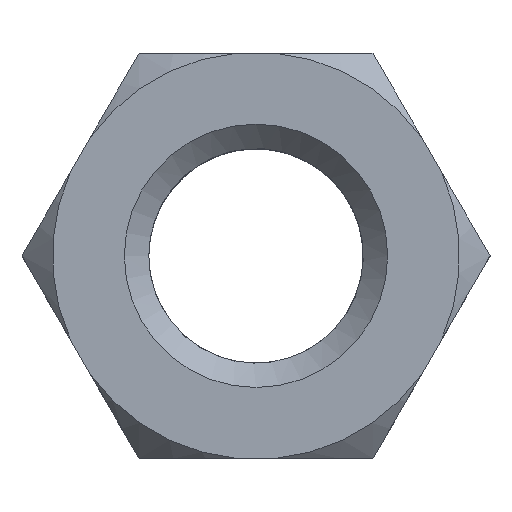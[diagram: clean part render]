
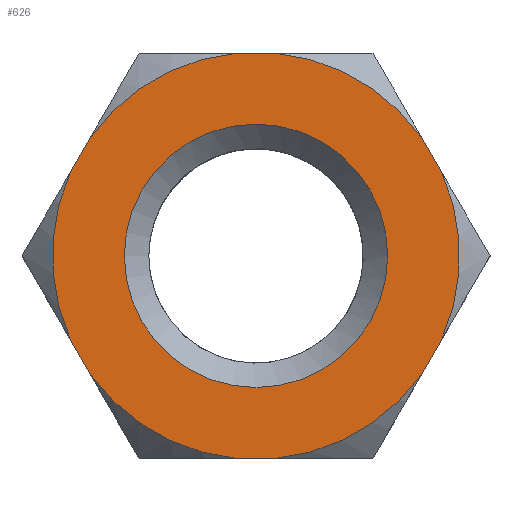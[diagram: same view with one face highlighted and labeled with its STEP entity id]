
A CAD part, top view. The second image highlights one B-rep face of the part: STEP entity #626.
In plain terms, the highlighted planar face has unit normal (0, 0, 1).
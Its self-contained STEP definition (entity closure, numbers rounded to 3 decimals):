
#44=FACE_BOUND('',#149,.T.);
#64=PLANE('',#691);
#85=CIRCLE('',#690,2.6);
#86=CIRCLE('',#692,4.019);
#87=CIRCLE('',#693,4.019);
#88=CIRCLE('',#694,4.019);
#89=CIRCLE('',#695,4.019);
#90=CIRCLE('',#696,4.019);
#91=CIRCLE('',#697,4.019);
#110=FACE_OUTER_BOUND('',#148,.T.);
#148=EDGE_LOOP('',(#500,#501,#502,#503,#504,#505,#506,#507,#508,#509,#510,
#511));
#149=EDGE_LOOP('',(#512));
#207=LINE('',#1800,#236);
#208=LINE('',#1804,#237);
#209=LINE('',#1808,#238);
#210=LINE('',#1812,#239);
#211=LINE('',#1816,#240);
#212=LINE('',#1820,#241);
#236=VECTOR('',#802,10.);
#237=VECTOR('',#805,10.);
#238=VECTOR('',#808,10.);
#239=VECTOR('',#811,10.);
#240=VECTOR('',#814,10.);
#241=VECTOR('',#817,10.);
#284=VERTEX_POINT('',#1794);
#285=VERTEX_POINT('',#1798);
#286=VERTEX_POINT('',#1799);
#287=VERTEX_POINT('',#1801);
#288=VERTEX_POINT('',#1803);
#289=VERTEX_POINT('',#1805);
#290=VERTEX_POINT('',#1807);
#291=VERTEX_POINT('',#1809);
#292=VERTEX_POINT('',#1811);
#293=VERTEX_POINT('',#1813);
#294=VERTEX_POINT('',#1815);
#295=VERTEX_POINT('',#1817);
#296=VERTEX_POINT('',#1819);
#361=EDGE_CURVE('',#284,#284,#85,.T.);
#363=EDGE_CURVE('',#285,#286,#207,.T.);
#364=EDGE_CURVE('',#287,#286,#86,.T.);
#365=EDGE_CURVE('',#287,#288,#208,.T.);
#366=EDGE_CURVE('',#289,#288,#87,.T.);
#367=EDGE_CURVE('',#289,#290,#209,.T.);
#368=EDGE_CURVE('',#291,#290,#88,.T.);
#369=EDGE_CURVE('',#291,#292,#210,.T.);
#370=EDGE_CURVE('',#293,#292,#89,.T.);
#371=EDGE_CURVE('',#293,#294,#211,.T.);
#372=EDGE_CURVE('',#295,#294,#90,.T.);
#373=EDGE_CURVE('',#295,#296,#212,.T.);
#374=EDGE_CURVE('',#285,#296,#91,.T.);
#500=ORIENTED_EDGE('',*,*,#363,.T.);
#501=ORIENTED_EDGE('',*,*,#364,.F.);
#502=ORIENTED_EDGE('',*,*,#365,.T.);
#503=ORIENTED_EDGE('',*,*,#366,.F.);
#504=ORIENTED_EDGE('',*,*,#367,.T.);
#505=ORIENTED_EDGE('',*,*,#368,.F.);
#506=ORIENTED_EDGE('',*,*,#369,.T.);
#507=ORIENTED_EDGE('',*,*,#370,.F.);
#508=ORIENTED_EDGE('',*,*,#371,.T.);
#509=ORIENTED_EDGE('',*,*,#372,.F.);
#510=ORIENTED_EDGE('',*,*,#373,.T.);
#511=ORIENTED_EDGE('',*,*,#374,.F.);
#512=ORIENTED_EDGE('',*,*,#361,.F.);
#626=ADVANCED_FACE('',(#110,#44),#64,.T.);
#690=AXIS2_PLACEMENT_3D('',#1795,#797,#798);
#691=AXIS2_PLACEMENT_3D('',#1797,#800,#801);
#692=AXIS2_PLACEMENT_3D('',#1802,#803,#804);
#693=AXIS2_PLACEMENT_3D('',#1806,#806,#807);
#694=AXIS2_PLACEMENT_3D('',#1810,#809,#810);
#695=AXIS2_PLACEMENT_3D('',#1814,#812,#813);
#696=AXIS2_PLACEMENT_3D('',#1818,#815,#816);
#697=AXIS2_PLACEMENT_3D('',#1821,#818,#819);
#797=DIRECTION('center_axis',(0.,0.,1.));
#798=DIRECTION('ref_axis',(1.,0.,0.));
#800=DIRECTION('center_axis',(0.,0.,1.));
#801=DIRECTION('ref_axis',(1.,0.,0.));
#802=DIRECTION('',(-0.5,-0.866,0.));
#803=DIRECTION('center_axis',(0.,0.,-1.));
#804=DIRECTION('ref_axis',(1.,0.,0.));
#805=DIRECTION('',(0.5,-0.866,0.));
#806=DIRECTION('center_axis',(0.,0.,-1.));
#807=DIRECTION('ref_axis',(1.,0.,0.));
#808=DIRECTION('',(1.,0.,0.));
#809=DIRECTION('center_axis',(0.,0.,-1.));
#810=DIRECTION('ref_axis',(1.,0.,0.));
#811=DIRECTION('',(0.5,0.866,0.));
#812=DIRECTION('center_axis',(0.,0.,-1.));
#813=DIRECTION('ref_axis',(1.,0.,0.));
#814=DIRECTION('',(-0.5,0.866,0.));
#815=DIRECTION('center_axis',(0.,0.,-1.));
#816=DIRECTION('ref_axis',(1.,0.,0.));
#817=DIRECTION('',(-1.,0.,0.));
#818=DIRECTION('center_axis',(0.,0.,-1.));
#819=DIRECTION('ref_axis',(1.,0.,0.));
#1794=CARTESIAN_POINT('',(-2.6,0.,4.));
#1795=CARTESIAN_POINT('Origin',(0.,0.,4.));
#1797=CARTESIAN_POINT('Origin',(0.,0.,4.));
#1798=CARTESIAN_POINT('',(-3.27,2.336,4.));
#1799=CARTESIAN_POINT('',(-3.658,1.664,4.));
#1800=CARTESIAN_POINT('',(-4.041,1.,4.));
#1801=CARTESIAN_POINT('',(-3.658,-1.664,4.));
#1802=CARTESIAN_POINT('Origin',(0.,0.,4.));
#1803=CARTESIAN_POINT('',(-3.27,-2.336,4.));
#1804=CARTESIAN_POINT('',(-2.887,-3.,4.));
#1805=CARTESIAN_POINT('',(-0.388,-4.,4.));
#1806=CARTESIAN_POINT('Origin',(0.,0.,4.));
#1807=CARTESIAN_POINT('',(0.388,-4.,4.));
#1808=CARTESIAN_POINT('',(1.155,-4.,4.));
#1809=CARTESIAN_POINT('',(3.27,-2.336,4.));
#1810=CARTESIAN_POINT('Origin',(0.,0.,4.));
#1811=CARTESIAN_POINT('',(3.658,-1.664,4.));
#1812=CARTESIAN_POINT('',(4.041,-1.,4.));
#1813=CARTESIAN_POINT('',(3.658,1.664,4.));
#1814=CARTESIAN_POINT('Origin',(0.,0.,4.));
#1815=CARTESIAN_POINT('',(3.27,2.336,4.));
#1816=CARTESIAN_POINT('',(2.887,3.,4.));
#1817=CARTESIAN_POINT('',(0.388,4.,4.));
#1818=CARTESIAN_POINT('Origin',(0.,0.,4.));
#1819=CARTESIAN_POINT('',(-0.388,4.,4.));
#1820=CARTESIAN_POINT('',(-1.155,4.,4.));
#1821=CARTESIAN_POINT('Origin',(0.,0.,4.));
